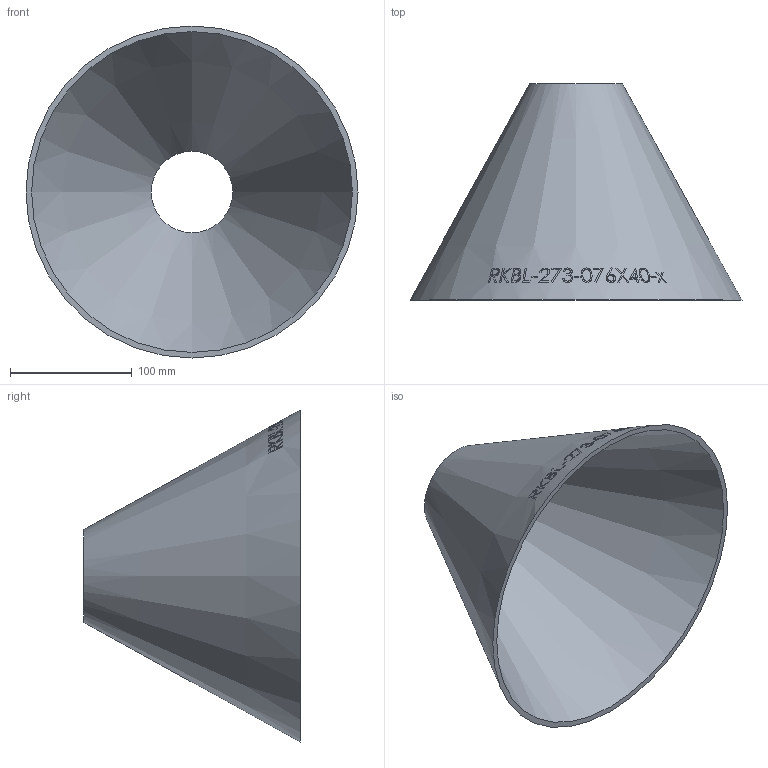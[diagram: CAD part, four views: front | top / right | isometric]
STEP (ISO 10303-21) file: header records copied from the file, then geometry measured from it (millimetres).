
FILE_DESCRIPTION (( 'STEP AP214' ), '1' );
FILE_NAME ('RK-273-076X40-x Reduzierung aus Blech 2006.STEP', '2020-06-03T06:40:52', ( '' ), ( '' ), 'SwSTEP 2.0', 'SolidWorks 2019', '' );
FILE_SCHEMA (( 'AUTOMOTIVE_DESIGN' ));
Length unit declared in the file: millimetre
Products named in the file (1): RK-273-076X40-x Reduzierung aus Blech 2006
Bounding box: 273 x 178 x 273 mm (x, y, z)
Volume: 435118.2 mm3; surface area: 222172.3 mm2
Topology: 1 solids, 1 shells, 199 faces, 519 edges, 346 vertices
Faces by surface type: bspline 171, cone 26, plane 2
Entity records: 29135 total; most frequent: CARTESIAN_POINT 23664, ORIENTED_EDGE 1034, EDGE_CURVE 517, B_SPLINE_CURVE_WITH_KNOTS 513, VERTEX_POINT 346, EDGE_LOOP 227, ADVANCED_FACE 199, FACE_OUTER_BOUND 199
